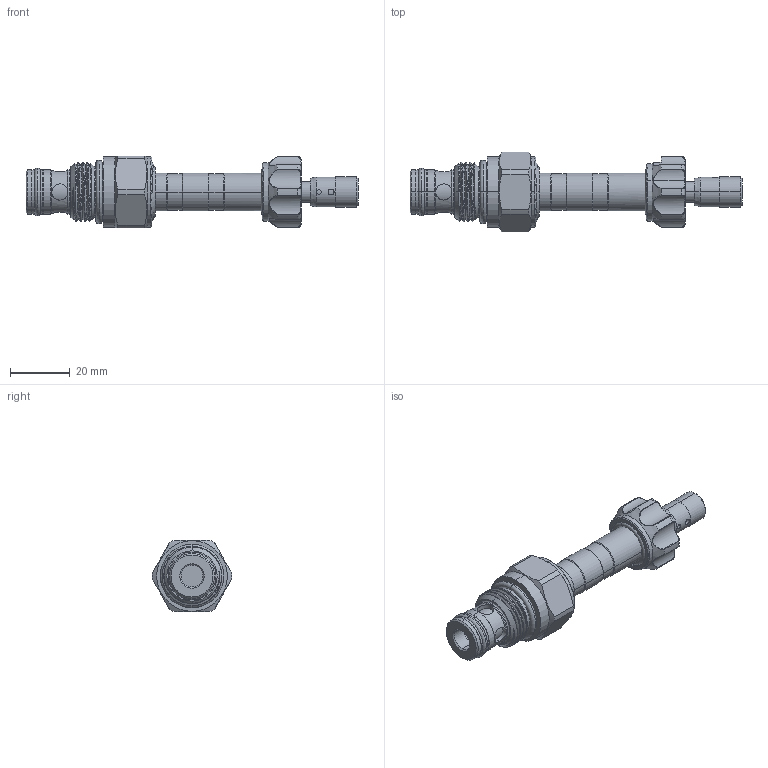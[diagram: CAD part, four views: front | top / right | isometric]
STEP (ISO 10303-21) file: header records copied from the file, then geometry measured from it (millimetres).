
FILE_DESCRIPTION (( 'STEP AP203' ), '1' );
FILE_NAME ('EP20M2A32T05.STEP', '2020-04-08T00:19:42', ( '' ), ( '' ), 'SwSTEP 2.0', 'SolidWorks 2018', '' );
FILE_SCHEMA (( 'CONFIG_CONTROL_DESIGN' ));
Length unit declared in the file: millimetre
Products named in the file (1): EP20M2A32T05
Bounding box: 110.8 x 26.69 x 24 mm (x, y, z)
Volume: 23425.3 mm3; surface area: 9024.1 mm2
Topology: 5 solids, 5 shells, 295 faces, 696 edges, 425 vertices
Faces by surface type: cylinder 139, cone 47, torus 39, bspline 38, plane 32
Entity records: 13086 total; most frequent: CARTESIAN_POINT 6564, ORIENTED_EDGE 1388, DIRECTION 1311, EDGE_CURVE 694, AXIS2_PLACEMENT_3D 565, VERTEX_POINT 425, EDGE_LOOP 321, CIRCLE 307
